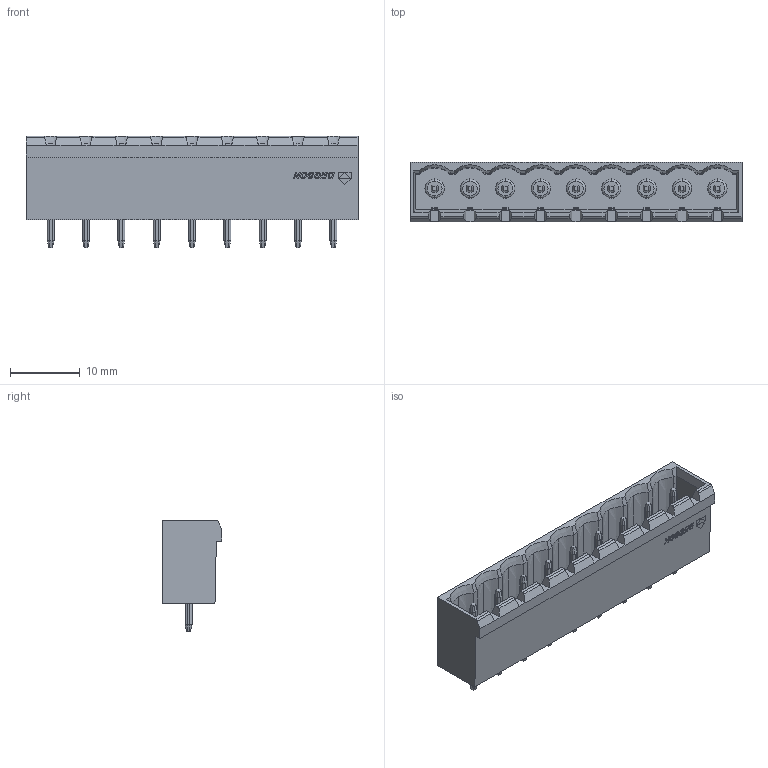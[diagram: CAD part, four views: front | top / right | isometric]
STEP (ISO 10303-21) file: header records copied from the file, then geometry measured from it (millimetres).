
FILE_DESCRIPTION((''),'2;1');
FILE_NAME('PRT0035','2020-03-23T',('Administrator'),(''),'PRO/ENGINEER BY PARAMETRIC TECHNOLOGY CORPORATION, 2012360','PRO/ENGINEER BY PARAMETRIC TECHNOLOGY CORPORATION, 2012360','');
FILE_SCHEMA(('AUTOMOTIVE_DESIGN { 1 0 10303 214 1 1 1 1 }'));
Length unit declared in the file: millimetre
Products named in the file (1): PRT0035
Bounding box: 47.72 x 8.6 x 16 mm (x, y, z)
Volume: 2241.9 mm3; surface area: 3448.1 mm2
Topology: 1 solids, 1 shells, 885 faces, 2383 edges, 1537 vertices
Faces by surface type: plane 659, cone 99, cylinder 91, torus 18, bspline 18
Entity records: 27910 total; most frequent: CARTESIAN_POINT 5615, ORIENTED_EDGE 4766, DIRECTION 4343, EDGE_CURVE 2383, VECTOR 1975, LINE 1975, VERTEX_POINT 1537, AXIS2_PLACEMENT_3D 1184
